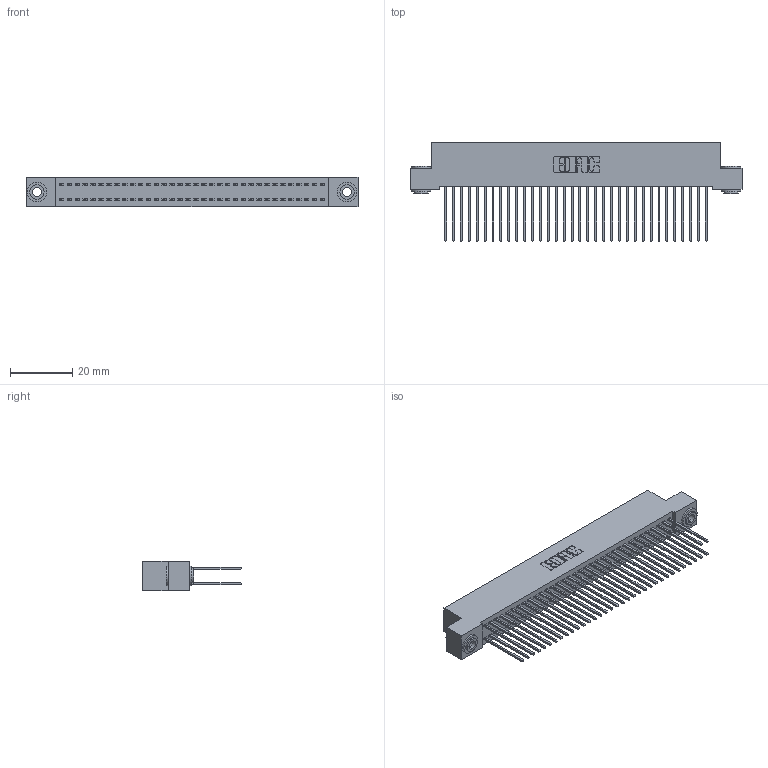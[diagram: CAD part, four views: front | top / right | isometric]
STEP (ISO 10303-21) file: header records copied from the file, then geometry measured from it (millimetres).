
FILE_DESCRIPTION (( 'STEP AP203' ), '1' );
FILE_NAME ('342-068-542-203.STEP', '2018-08-13T08:47:26', ( '' ), ( '' ), 'SwSTEP 2.0', 'SolidWorks 2016', '' );
FILE_SCHEMA (( 'CONFIG_CONTROL_DESIGN' ));
Length unit declared in the file: inch
Products named in the file (4): 342-250-002_345-250-002-102; 342-068-542-203; 342 Part_.156 TH; 345-292-001_345-293-142
Assembly tree (71 placements, depth 2):
  342-068-542-203
    342 Part_.156 TH
    345-292-001_345-293-142  x68
    342-250-002_345-250-002-102  x2
Bounding box: 106.68 x 31.63 x 9.4 mm (x, y, z)
Volume: 9887.1 mm3; surface area: 17533.3 mm2
Topology: 71 solids, 71 shells, 3684 faces, 10915 edges, 7182 vertices
Faces by surface type: plane 2524, cylinder 1152, cone 8
Entity records: 23444 total; most frequent: CARTESIAN_POINT 3869, ORIENTED_EDGE 3798, DIRECTION 3353, EDGE_CURVE 1899, LINE 1747, VECTOR 1747, VERTEX_POINT 1262, AXIS2_PLACEMENT_3D 803
